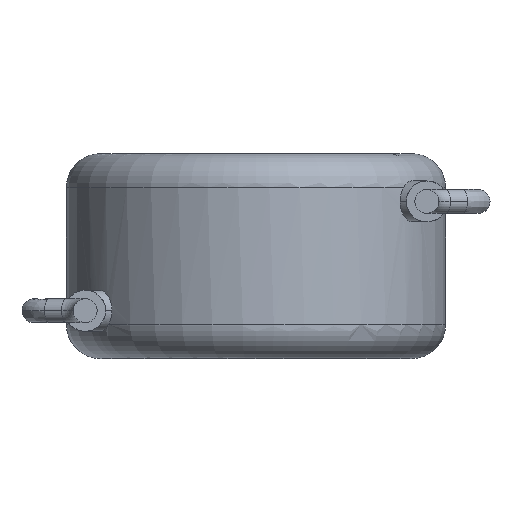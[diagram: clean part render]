
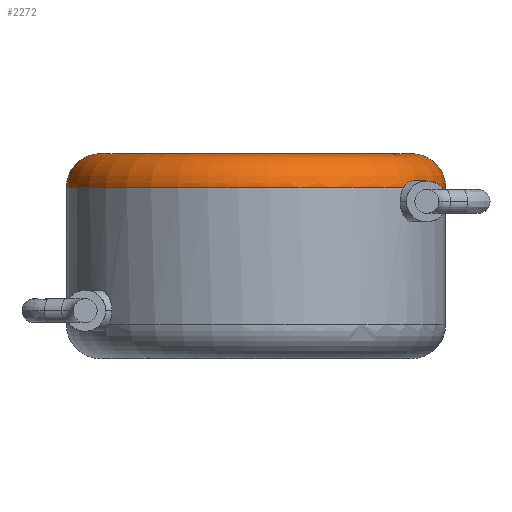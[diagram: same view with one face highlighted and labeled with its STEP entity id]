
A CAD part, front view. The second image highlights one B-rep face of the part: STEP entity #2272.
In plain terms, the highlighted toroidal (fillet/blend) face has major radius 4.55 mm and minor radius 1 mm.
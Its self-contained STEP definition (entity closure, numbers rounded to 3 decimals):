
#68 = AXIS2_PLACEMENT_3D ( 'NONE', #2223, #304, #3544 ) ;
#85 = CARTESIAN_POINT ( 'NONE',  ( 4.753, -2.856, 5.113 ) ) ;
#304 = DIRECTION ( 'NONE',  ( 0., 0., -1. ) ) ;
#423 = CIRCLE ( 'NONE', #1013, 4.55 ) ;
#476 = CARTESIAN_POINT ( 'NONE',  ( 4.351, -3.446, 5.064 ) ) ;
#489 = CARTESIAN_POINT ( 'NONE',  ( -4.55, 0., 6. ) ) ;
#513 = DIRECTION ( 'NONE',  ( 1., 0., 0. ) ) ;
#540 = ORIENTED_EDGE ( 'NONE', *, *, #3161, .T. ) ;
#662 = ORIENTED_EDGE ( 'NONE', *, *, #4291, .F. ) ;
#669 = CARTESIAN_POINT ( 'NONE',  ( -4.55, 0., 5. ) ) ;
#751 = AXIS2_PLACEMENT_3D ( 'NONE', #2954, #2900, #3824 ) ;
#978 = CARTESIAN_POINT ( 'NONE',  ( 4.793, -2.799, 5.063 ) ) ;
#1013 = AXIS2_PLACEMENT_3D ( 'NONE', #2647, #4195, #513 ) ;
#1081 = TOROIDAL_SURFACE ( 'NONE', #2863, 4.55, 1. ) ;
#1428 = VERTEX_POINT ( 'NONE', #2687 ) ;
#1480 = CARTESIAN_POINT ( 'NONE',  ( 4.315, -3.491, 5. ) ) ;
#1497 = DIRECTION ( 'NONE',  ( -1., 0., 0. ) ) ;
#1504 = CARTESIAN_POINT ( 'NONE',  ( 0., 0., 5. ) ) ;
#1615 = DIRECTION ( 'NONE',  ( 1., 0., 0. ) ) ;
#1648 = B_SPLINE_CURVE_WITH_KNOTS ( 'NONE', 3,
 ( #3743, #978, #85, #2598, #4255, #2065, #3718, #3340, #476, #4979 ),
 .UNSPECIFIED., .F., .F.,
 ( 4, 2, 2, 2, 4 ),
 ( 0., 0., 0.001, 0.001, 0.001 ),
 .UNSPECIFIED. ) ;
#1849 = CIRCLE ( 'NONE', #2269, 5.55 ) ;
#1858 = ORIENTED_EDGE ( 'NONE', *, *, #3852, .F. ) ;
#1912 = DIRECTION ( 'NONE',  ( 0., 1., 0. ) ) ;
#1963 = DIRECTION ( 'NONE',  ( 0., 0., 1. ) ) ;
#2065 = CARTESIAN_POINT ( 'NONE',  ( 4.519, -3.188, 5.2 ) ) ;
#2223 = CARTESIAN_POINT ( 'NONE',  ( 0., 0., 5. ) ) ;
#2269 = AXIS2_PLACEMENT_3D ( 'NONE', #1504, #4295, #3889 ) ;
#2272 = ADVANCED_FACE ( 'NONE', ( #4877 ), #1081, .T. ) ;
#2352 = AXIS2_PLACEMENT_3D ( 'NONE', #669, #1912, #1497 ) ;
#2598 = CARTESIAN_POINT ( 'NONE',  ( 4.663, -2.981, 5.182 ) ) ;
#2647 = CARTESIAN_POINT ( 'NONE',  ( 0., 0., 6. ) ) ;
#2687 = CARTESIAN_POINT ( 'NONE',  ( 4.55, 0., 6. ) ) ;
#2832 = EDGE_LOOP ( 'NONE', ( #2868, #3022, #1858, #662, #540, #5004 ) ) ;
#2863 = AXIS2_PLACEMENT_3D ( 'NONE', #3176, #1963, #1615 ) ;
#2868 = ORIENTED_EDGE ( 'NONE', *, *, #2962, .F. ) ;
#2900 = DIRECTION ( 'NONE',  ( 0., -1., 0. ) ) ;
#2954 = CARTESIAN_POINT ( 'NONE',  ( 4.55, 0., 5. ) ) ;
#2957 = CIRCLE ( 'NONE', #751, 1. ) ;
#2962 = EDGE_CURVE ( 'NONE', #4468, #3701, #4339, .T. ) ;
#3022 = ORIENTED_EDGE ( 'NONE', *, *, #3096, .F. ) ;
#3096 = EDGE_CURVE ( 'NONE', #5187, #4468, #3823, .T. ) ;
#3161 = EDGE_CURVE ( 'NONE', #3991, #1428, #2957, .T. ) ;
#3176 = CARTESIAN_POINT ( 'NONE',  ( 0., 0., 5. ) ) ;
#3252 = CARTESIAN_POINT ( 'NONE',  ( 5.55, 0., 5. ) ) ;
#3340 = CARTESIAN_POINT ( 'NONE',  ( 4.389, -3.388, 5.114 ) ) ;
#3544 = DIRECTION ( 'NONE',  ( 1., 0., 0. ) ) ;
#3701 = VERTEX_POINT ( 'NONE', #489 ) ;
#3710 = CARTESIAN_POINT ( 'NONE',  ( 4.821, -2.75, 5. ) ) ;
#3718 = CARTESIAN_POINT ( 'NONE',  ( 4.473, -3.259, 5.182 ) ) ;
#3743 = CARTESIAN_POINT ( 'NONE',  ( 4.821, -2.75, 5. ) ) ;
#3823 = CIRCLE ( 'NONE', #68, 5.55 ) ;
#3824 = DIRECTION ( 'NONE',  ( 0., 0., -1. ) ) ;
#3852 = EDGE_CURVE ( 'NONE', #4156, #5187, #1648, .T. ) ;
#3889 = DIRECTION ( 'NONE',  ( 1., 0., 0. ) ) ;
#3991 = VERTEX_POINT ( 'NONE', #3252 ) ;
#4156 = VERTEX_POINT ( 'NONE', #3710 ) ;
#4195 = DIRECTION ( 'NONE',  ( 0., 0., 1. ) ) ;
#4255 = CARTESIAN_POINT ( 'NONE',  ( 4.614, -3.05, 5.2 ) ) ;
#4291 = EDGE_CURVE ( 'NONE', #3991, #4156, #1849, .T. ) ;
#4295 = DIRECTION ( 'NONE',  ( 0., 0., -1. ) ) ;
#4339 = CIRCLE ( 'NONE', #2352, 1. ) ;
#4468 = VERTEX_POINT ( 'NONE', #5140 ) ;
#4877 = FACE_OUTER_BOUND ( 'NONE', #2832, .T. ) ;
#4979 = CARTESIAN_POINT ( 'NONE',  ( 4.315, -3.491, 5. ) ) ;
#5004 = ORIENTED_EDGE ( 'NONE', *, *, #5052, .F. ) ;
#5052 = EDGE_CURVE ( 'NONE', #3701, #1428, #423, .T. ) ;
#5140 = CARTESIAN_POINT ( 'NONE',  ( -5.55, 0., 5. ) ) ;
#5187 = VERTEX_POINT ( 'NONE', #1480 ) ;
